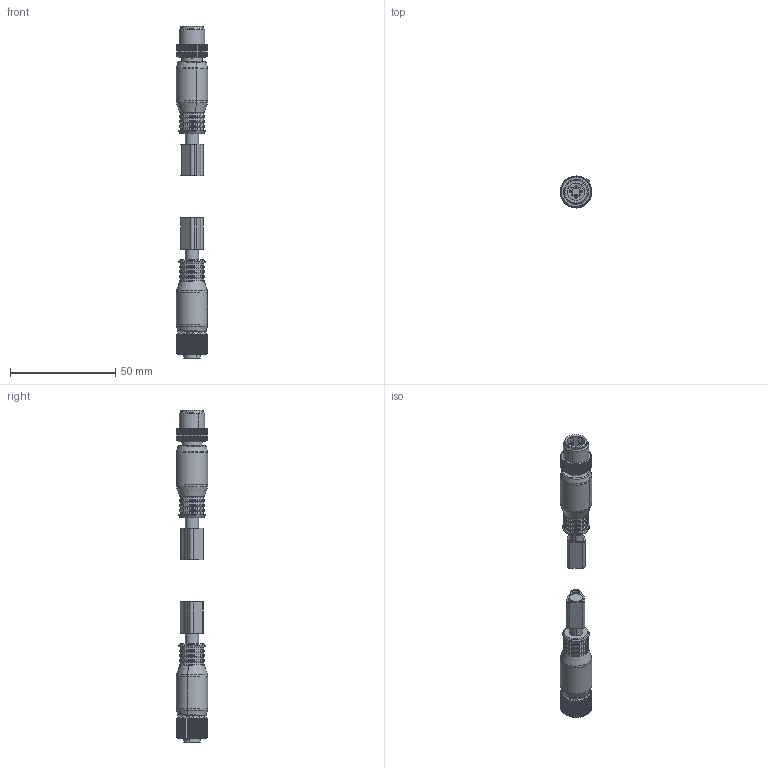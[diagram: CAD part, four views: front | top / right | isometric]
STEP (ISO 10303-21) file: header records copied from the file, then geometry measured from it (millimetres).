
FILE_DESCRIPTION(('CATIA V5 STEP Exchange','CAx-IF Rec.Pracs.--- Model Styling and Organization---1.4--- 2014-01-23'),'2;1');
FILE_NAME ('1225210-2_0_1059330200_1059330200.stp','2023-09-21T08:17:13+00:00',('none'),('Weidmueller'),'CATIA Version 5-6 Release 2016 SP3 HF44','CATIA V5 STEP AP214','none');
FILE_SCHEMA(('AUTOMOTIVE_DESIGN { 1 0 10303 214 1 1 1 1 }'));
Length unit declared in the file: millimetre
Products named in the file (1): 1059330200
Bounding box: 14.98 x 14.98 x 157.5 mm (x, y, z)
Volume: 15769.5 mm3; surface area: 14247 mm2
Topology: 15 solids, 15 shells, 1325 faces, 3474 edges, 2213 vertices
Faces by surface type: cylinder 487, plane 454, torus 170, cone 146, bspline 56, sphere 8, revolution 4
Entity records: 39328 total; most frequent: CARTESIAN_POINT 10397, ORIENTED_EDGE 6928, DIRECTION 4283, EDGE_CURVE 3464, AXIS2_PLACEMENT_3D 2216, VERTEX_POINT 2213, CIRCLE 1432, EDGE_LOOP 1411
